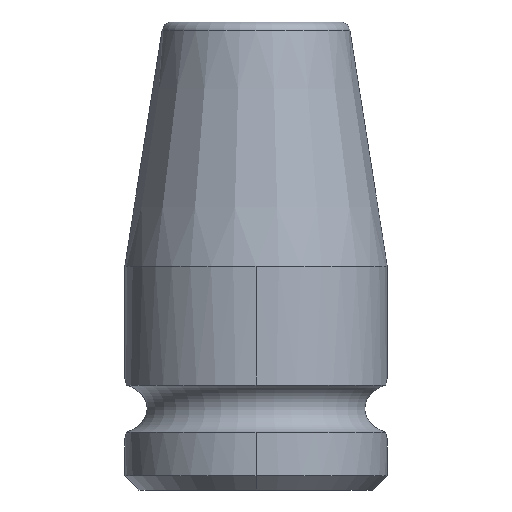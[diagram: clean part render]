
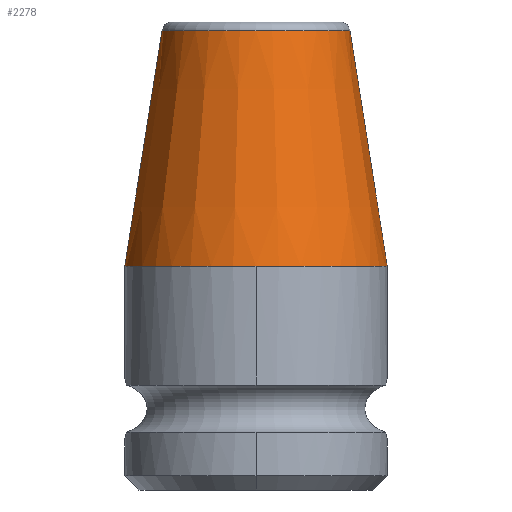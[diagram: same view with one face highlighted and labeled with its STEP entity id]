
A CAD part, left-side view. The second image highlights one B-rep face of the part: STEP entity #2278.
In plain terms, the highlighted conical face has half-angle 8.997 degrees and reference radius 5.533 mm.
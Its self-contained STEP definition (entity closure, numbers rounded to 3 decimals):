
#207=CARTESIAN_POINT('',(0.,0.,11.));
#208=DIRECTION('',(0.,0.,1.));
#209=DIRECTION('',(0.,1.,0.));
#210=AXIS2_PLACEMENT_3D('',#207,#208,#209);
#313=CARTESIAN_POINT('',(0.,0.,11.));
#314=DIRECTION('',(0.,0.,1.));
#315=DIRECTION('',(-1.,0.,0.));
#316=AXIS2_PLACEMENT_3D('',#313,#314,#315);
#1051=DIRECTION('',(0.,-0.156,0.988));
#1052=VECTOR('',#1051,11.722);
#1053=CARTESIAN_POINT('',(0.,6.45,11.));
#1054=LINE('',#1053,#1052);
#1055=DIRECTION('',(0.,0.156,0.988));
#1056=VECTOR('',#1055,11.722);
#1057=CARTESIAN_POINT('',(0.,-6.45,11.));
#1058=LINE('',#1057,#1056);
#1059=CARTESIAN_POINT('',(0.,0.,22.578));
#1060=DIRECTION('',(0.,0.,1.));
#1061=DIRECTION('',(0.,1.,0.));
#1062=AXIS2_PLACEMENT_3D('',#1059,#1060,#1061);
#1228=CARTESIAN_POINT('',(0.,6.45,11.));
#1229=CARTESIAN_POINT('',(-6.45,0.,11.));
#1230=VERTEX_POINT('',#1228);
#1231=VERTEX_POINT('',#1229);
#1234=CARTESIAN_POINT('',(0.,-6.45,11.));
#1235=VERTEX_POINT('',#1234);
#1240=CARTESIAN_POINT('',(0.,4.617,22.578));
#1241=CARTESIAN_POINT('',(0.,-4.617,22.578));
#1242=VERTEX_POINT('',#1240);
#1243=VERTEX_POINT('',#1241);
#2266=CARTESIAN_POINT('',(0.,0.,16.789));
#2267=DIRECTION('',(0.,0.,-1.));
#2268=DIRECTION('',(0.,-1.,0.));
#2269=AXIS2_PLACEMENT_3D('',#2266,#2267,#2268);
#2270=CONICAL_SURFACE('',#2269,5.533,8.997);
#2271=ORIENTED_EDGE('',*,*,#2231,.T.);
#2272=ORIENTED_EDGE('',*,*,#2261,.F.);
#2273=ORIENTED_EDGE('',*,*,#1463,.F.);
#2274=ORIENTED_EDGE('',*,*,#1411,.F.);
#2275=ORIENTED_EDGE('',*,*,#2257,.T.);
#2276=EDGE_LOOP('',(#2271,#2272,#2273,#2274,#2275));
#2277=FACE_OUTER_BOUND('',#2276,.F.);
#2278=ADVANCED_FACE('',(#2277),#2270,.T.);
#211=CIRCLE('',#210,6.45);
#317=CIRCLE('',#316,6.45);
#1063=CIRCLE('',#1062,4.617);
#1411=EDGE_CURVE('',#1230,#1231,#211,.T.);
#1463=EDGE_CURVE('',#1231,#1235,#317,.T.);
#2231=EDGE_CURVE('',#1242,#1243,#1063,.T.);
#2257=EDGE_CURVE('',#1230,#1242,#1054,.T.);
#2261=EDGE_CURVE('',#1235,#1243,#1058,.T.);
